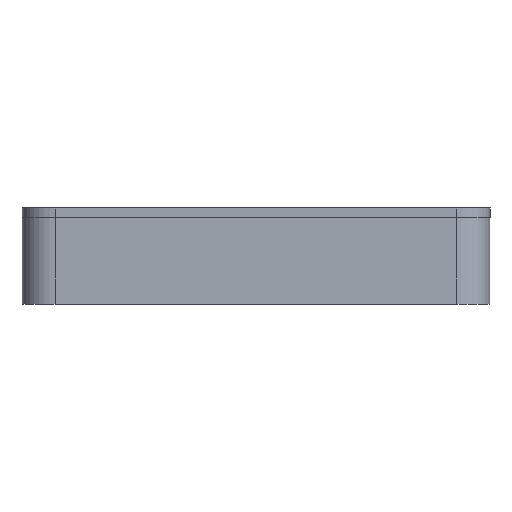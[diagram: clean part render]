
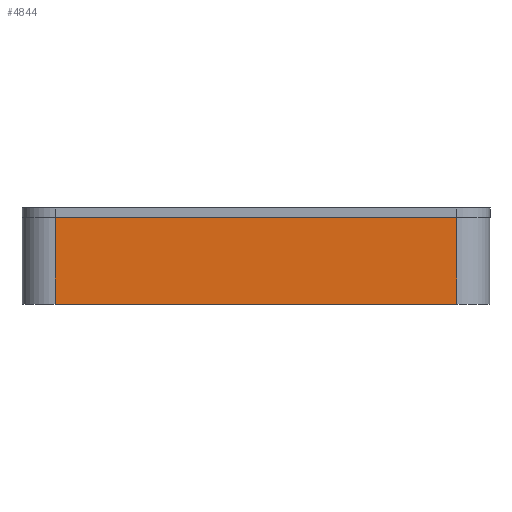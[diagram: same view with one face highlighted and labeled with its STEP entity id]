
A CAD part, left-side view. The second image highlights one B-rep face of the part: STEP entity #4844.
In plain terms, the highlighted planar face has unit normal (-1, 0, 0).
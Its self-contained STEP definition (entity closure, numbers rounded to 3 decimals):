
#503=FACE_OUTER_BOUND('',#772,.T.);
#772=EDGE_LOOP('',(#3351,#3352,#3353,#3354));
#1132=LINE('',#6501,#1597);
#1134=LINE('',#6507,#1599);
#1135=LINE('',#6509,#1600);
#1136=LINE('',#6510,#1601);
#1597=VECTOR('',#5495,10.);
#1599=VECTOR('',#5501,10.);
#1600=VECTOR('',#5502,10.);
#1601=VECTOR('',#5503,10.);
#2042=VERTEX_POINT('',#6498);
#2043=VERTEX_POINT('',#6500);
#2045=VERTEX_POINT('',#6506);
#2046=VERTEX_POINT('',#6508);
#2553=EDGE_CURVE('',#2042,#2043,#1132,.T.);
#2556=EDGE_CURVE('',#2045,#2042,#1134,.T.);
#2557=EDGE_CURVE('',#2046,#2045,#1135,.T.);
#2558=EDGE_CURVE('',#2043,#2046,#1136,.T.);
#3351=ORIENTED_EDGE('',*,*,#2553,.F.);
#3352=ORIENTED_EDGE('',*,*,#2556,.F.);
#3353=ORIENTED_EDGE('',*,*,#2557,.F.);
#3354=ORIENTED_EDGE('',*,*,#2558,.F.);
#4710=PLANE('',#5141);
#4844=ADVANCED_FACE('',(#503),#4710,.T.);
#5141=AXIS2_PLACEMENT_3D('',#6505,#5499,#5500);
#5495=DIRECTION('',(0.,0.,-1.));
#5499=DIRECTION('center_axis',(-1.,0.,0.));
#5500=DIRECTION('ref_axis',(0.,-1.,0.));
#5501=DIRECTION('',(0.,-1.,0.));
#5502=DIRECTION('',(0.,0.,1.));
#5503=DIRECTION('',(0.,1.,0.));
#6498=CARTESIAN_POINT('',(-50.583,-30.342,13.));
#6500=CARTESIAN_POINT('',(-50.583,-30.342,0.));
#6501=CARTESIAN_POINT('',(-50.583,-30.342,0.));
#6505=CARTESIAN_POINT('Origin',(-50.583,35.258,0.));
#6506=CARTESIAN_POINT('',(-50.583,30.258,13.));
#6507=CARTESIAN_POINT('',(-50.583,-35.342,13.));
#6508=CARTESIAN_POINT('',(-50.583,30.258,0.));
#6509=CARTESIAN_POINT('',(-50.583,30.258,0.));
#6510=CARTESIAN_POINT('',(-50.583,-35.342,0.));
